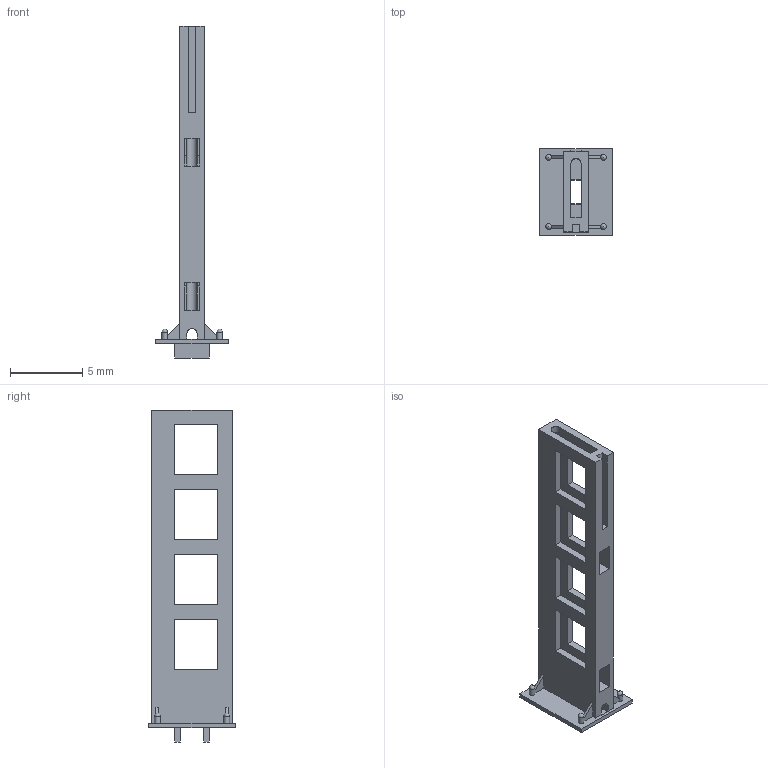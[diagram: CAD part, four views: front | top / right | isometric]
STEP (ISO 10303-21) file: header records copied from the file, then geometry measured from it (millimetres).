
FILE_DESCRIPTION(('FreeCAD Model'),'2;1');
FILE_NAME('Open CASCADE Shape Model','2024-03-24T14:59:39',('FreeCAD'),( 'FreeCAD'),'Open CASCADE STEP processor 7.6','FreeCAD','Unknown');
FILE_SCHEMA(('AUTOMOTIVE_DESIGN { 1 0 10303 214 1 1 1 1 }'));
Length unit declared in the file: millimetre
Products named in the file (1): Open CASCADE STEP translator 7.6 1
Bounding box: 5 x 6 x 23 mm (x, y, z)
Volume: 107.7 mm3; surface area: 501.5 mm2
Topology: 1 solids, 1 shells, 164 faces, 477 edges, 296 vertices
Faces by surface type: plane 152, cylinder 8, sphere 4
Full cylindrical faces by diameter (mm): 0.4 x4
Entity records: 11529 total; most frequent: CARTESIAN_POINT 1998, DIRECTION 1780, LINE 1297, VECTOR 1297, ORIENTED_EDGE 946, PCURVE 946, DEFINITIONAL_REPRESENTATION 946, EDGE_CURVE 473
